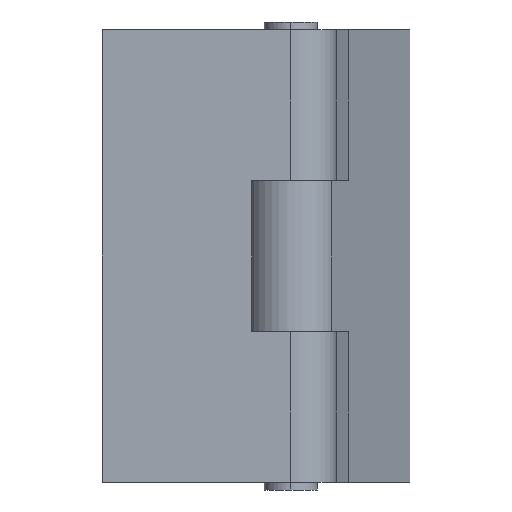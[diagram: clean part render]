
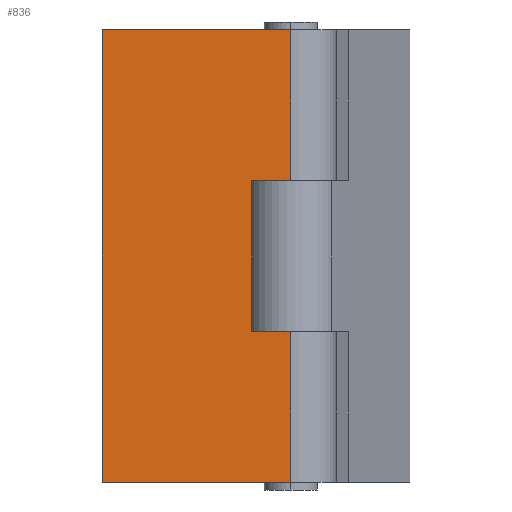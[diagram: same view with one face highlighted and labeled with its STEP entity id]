
A CAD part, left-side view. The second image highlights one B-rep face of the part: STEP entity #836.
In plain terms, the highlighted planar face has unit normal (-1, 0, 0).
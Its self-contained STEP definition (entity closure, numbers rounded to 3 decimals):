
#4 = EDGE_CURVE ( 'NONE', #1313, #965, #568, .T. ) ;
#5 = VECTOR ( 'NONE', #1109, 1000. ) ;
#71 = DIRECTION ( 'NONE',  ( 0., 1., 0. ) ) ;
#93 = VERTEX_POINT ( 'NONE', #182 ) ;
#98 = CARTESIAN_POINT ( 'NONE',  ( -6., 5.196, 40. ) ) ;
#102 = CARTESIAN_POINT ( 'NONE',  ( -6., 0., 0. ) ) ;
#112 = DIRECTION ( 'NONE',  ( 0., -1., 0. ) ) ;
#153 = EDGE_CURVE ( 'NONE', #93, #965, #987, .T. ) ;
#181 = DIRECTION ( 'NONE',  ( 0., -1., 0. ) ) ;
#182 = CARTESIAN_POINT ( 'NONE',  ( -6., 25., 0. ) ) ;
#186 = LINE ( 'NONE', #1125, #1062 ) ;
#208 = DIRECTION ( 'NONE',  ( 0., 0., -1. ) ) ;
#230 = FACE_OUTER_BOUND ( 'NONE', #656, .T. ) ;
#264 = VECTOR ( 'NONE', #1283, 1000. ) ;
#273 = ORIENTED_EDGE ( 'NONE', *, *, #863, .T. ) ;
#290 = EDGE_CURVE ( 'NONE', #1133, #806, #924, .T. ) ;
#359 = ORIENTED_EDGE ( 'NONE', *, *, #1060, .F. ) ;
#366 = EDGE_CURVE ( 'NONE', #1133, #785, #908, .T. ) ;
#406 = PLANE ( 'NONE',  #1200 ) ;
#500 = CARTESIAN_POINT ( 'NONE',  ( -6., 0., 40. ) ) ;
#507 = DIRECTION ( 'NONE',  ( 0., -1., 0. ) ) ;
#527 = DIRECTION ( 'NONE',  ( 0., 0., -1. ) ) ;
#551 = VERTEX_POINT ( 'NONE', #816 ) ;
#568 = LINE ( 'NONE', #1386, #264 ) ;
#613 = CARTESIAN_POINT ( 'NONE',  ( -6., 5.196, 20. ) ) ;
#631 = CARTESIAN_POINT ( 'NONE',  ( -6., 0., 60. ) ) ;
#633 = CARTESIAN_POINT ( 'NONE',  ( -6., 0., 20. ) ) ;
#635 = ORIENTED_EDGE ( 'NONE', *, *, #290, .F. ) ;
#656 = EDGE_LOOP ( 'NONE', ( #635, #1022, #359, #848, #273, #1354, #1446, #1131 ) ) ;
#663 = VECTOR ( 'NONE', #112, 1000. ) ;
#735 = LINE ( 'NONE', #1250, #1017 ) ;
#738 = CARTESIAN_POINT ( 'NONE',  ( -6., 5.196, 40. ) ) ;
#775 = VECTOR ( 'NONE', #527, 1000. ) ;
#778 = CARTESIAN_POINT ( 'NONE',  ( -6., 0., 0. ) ) ;
#785 = VERTEX_POINT ( 'NONE', #500 ) ;
#806 = VERTEX_POINT ( 'NONE', #613 ) ;
#814 = CARTESIAN_POINT ( 'NONE',  ( -6., 0., 60. ) ) ;
#816 = CARTESIAN_POINT ( 'NONE',  ( -6., 25., 60. ) ) ;
#819 = EDGE_CURVE ( 'NONE', #551, #1418, #1417, .T. ) ;
#836 = ADVANCED_FACE ( 'NONE', ( #230 ), #406, .F. ) ;
#848 = ORIENTED_EDGE ( 'NONE', *, *, #819, .F. ) ;
#863 = EDGE_CURVE ( 'NONE', #551, #93, #1385, .T. ) ;
#892 = VECTOR ( 'NONE', #507, 1000. ) ;
#908 = LINE ( 'NONE', #738, #892 ) ;
#914 = EDGE_CURVE ( 'NONE', #806, #1313, #735, .T. ) ;
#924 = LINE ( 'NONE', #98, #5 ) ;
#965 = VERTEX_POINT ( 'NONE', #102 ) ;
#987 = LINE ( 'NONE', #778, #663 ) ;
#1017 = VECTOR ( 'NONE', #1101, 1000. ) ;
#1022 = ORIENTED_EDGE ( 'NONE', *, *, #366, .T. ) ;
#1060 = EDGE_CURVE ( 'NONE', #1418, #785, #186, .T. ) ;
#1062 = VECTOR ( 'NONE', #208, 1000. ) ;
#1101 = DIRECTION ( 'NONE',  ( 0., -1., 0. ) ) ;
#1109 = DIRECTION ( 'NONE',  ( 0., 0., -1. ) ) ;
#1119 = CARTESIAN_POINT ( 'NONE',  ( -6., 25., 60. ) ) ;
#1123 = VECTOR ( 'NONE', #181, 1000. ) ;
#1125 = CARTESIAN_POINT ( 'NONE',  ( -6., 0., 60. ) ) ;
#1131 = ORIENTED_EDGE ( 'NONE', *, *, #914, .F. ) ;
#1133 = VERTEX_POINT ( 'NONE', #1229 ) ;
#1200 = AXIS2_PLACEMENT_3D ( 'NONE', #631, #1434, #71 ) ;
#1206 = CARTESIAN_POINT ( 'NONE',  ( -6., 0., 60. ) ) ;
#1229 = CARTESIAN_POINT ( 'NONE',  ( -6., 5.196, 40. ) ) ;
#1250 = CARTESIAN_POINT ( 'NONE',  ( -6., 5.196, 20. ) ) ;
#1283 = DIRECTION ( 'NONE',  ( 0., 0., -1. ) ) ;
#1313 = VERTEX_POINT ( 'NONE', #633 ) ;
#1354 = ORIENTED_EDGE ( 'NONE', *, *, #153, .T. ) ;
#1385 = LINE ( 'NONE', #1119, #775 ) ;
#1386 = CARTESIAN_POINT ( 'NONE',  ( -6., 0., 60. ) ) ;
#1417 = LINE ( 'NONE', #1206, #1123 ) ;
#1418 = VERTEX_POINT ( 'NONE', #814 ) ;
#1434 = DIRECTION ( 'NONE',  ( 1., 0., 0. ) ) ;
#1446 = ORIENTED_EDGE ( 'NONE', *, *, #4, .F. ) ;
